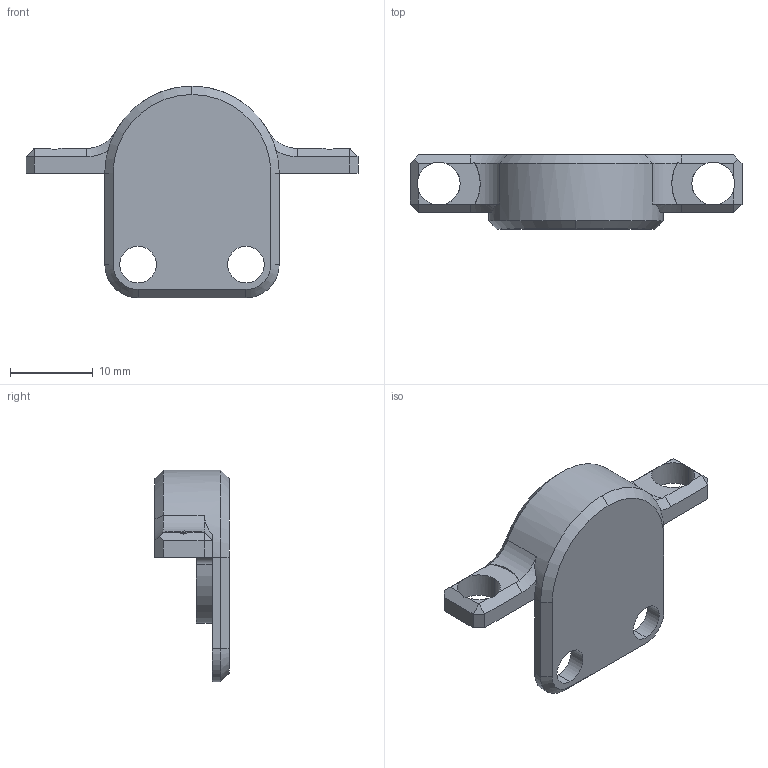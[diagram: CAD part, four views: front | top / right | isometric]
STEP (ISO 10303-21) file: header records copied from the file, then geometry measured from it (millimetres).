
FILE_DESCRIPTION (( 'STEP AP214' ), '1' );
FILE_NAME ('苤虯粣創坶.STEP', '2025-07-04T05:03:05', ( 'wsy' ), ( '' ), 'SwSTEP 2.0', 'SolidWorks 2020', '' );
FILE_SCHEMA (( 'AUTOMOTIVE_DESIGN' ));
Length unit declared in the file: millimetre
Products named in the file (1): 苤虯粣創坶
Bounding box: 40 x 8.93 x 25.5 mm (x, y, z)
Volume: 1998.9 mm3; surface area: 1839.6 mm2
Topology: 1 solids, 1 shells, 65 faces, 175 edges, 110 vertices
Faces by surface type: plane 34, cylinder 22, cone 9
Entity records: 2115 total; most frequent: CARTESIAN_POINT 440, ORIENTED_EDGE 350, DIRECTION 343, EDGE_CURVE 175, AXIS2_PLACEMENT_3D 123, VERTEX_POINT 110, LINE 97, VECTOR 97
